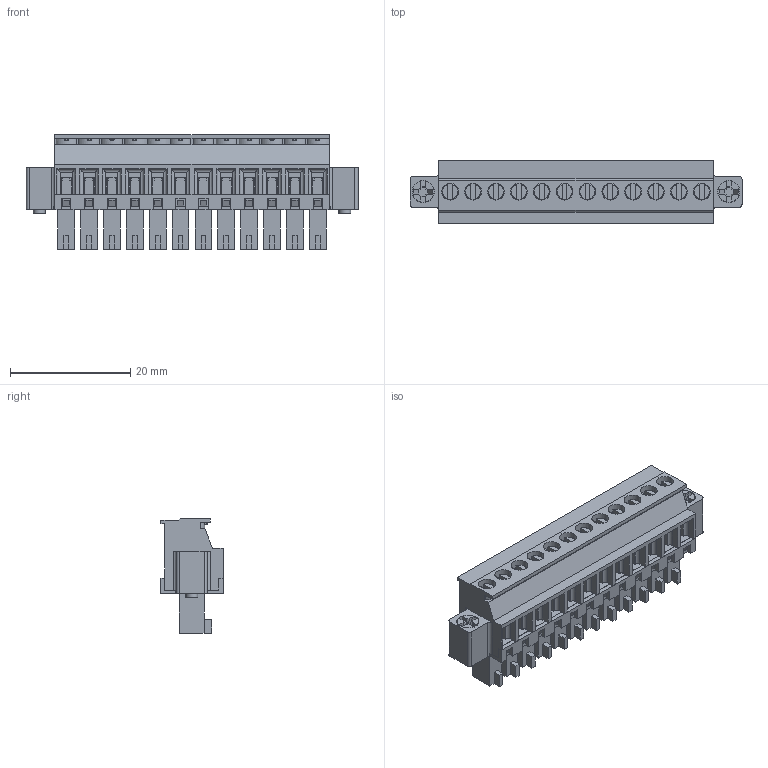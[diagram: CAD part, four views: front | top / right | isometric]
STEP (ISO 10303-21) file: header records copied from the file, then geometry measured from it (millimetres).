
FILE_DESCRIPTION( ( 'Unknown' ), '1' );
FILE_NAME( '691365310012.stp', 'Unknown', ( 'Unknown' ), ( 'Unknown' ), 'PSStep 18.0.17', 'Unknown', ' ' );
FILE_SCHEMA( ( 'AUTOMOTIVE_DESIGN { 1 0 10303 214 1 1 1 1 }' ) );
Length unit declared in the file: millimetre
Products named in the file (7): Assem1; 6913653100xx_VIS; 6913653100xx_CAGE; 6913653100xx; 6913653100xx_VIS FLANGE; 691365310012; 691365310012_CAPOT
Assembly tree (40 placements, depth 2):
  Assem1
    6913653100xx_VIS  x12
    6913653100xx_CAGE  x12
    6913653100xx  x12
    6913653100xx_VIS FLANGE  x2
    691365310012
    691365310012_CAPOT
Bounding box: 55.32 x 10.4 x 19.1 mm (x, y, z)
Volume: 4151.2 mm3; surface area: 13106.4 mm2
Topology: 40 solids, 40 shells, 2618 faces, 7193 edges, 4635 vertices
Faces by surface type: plane 1944, cylinder 582, torus 42, cone 26, sphere 24
Full cylindrical faces by diameter (mm): 1.2 x12, 1.598 x12, 1.75 x12, 1.9 x24, 2 x2, 2.4 x2, 2.5 x2, 2.7 x12, 2.8 x12, 3.65 x2, 3.8 x2
Entity records: 57153 total; most frequent: CARTESIAN_POINT 8338, ORIENTED_EDGE 7850, DIRECTION 7266, EDGE_CURVE 3925, LINE 3462, VECTOR 3462, VERTEX_POINT 2563, AXIS2_PLACEMENT_3D 1902
